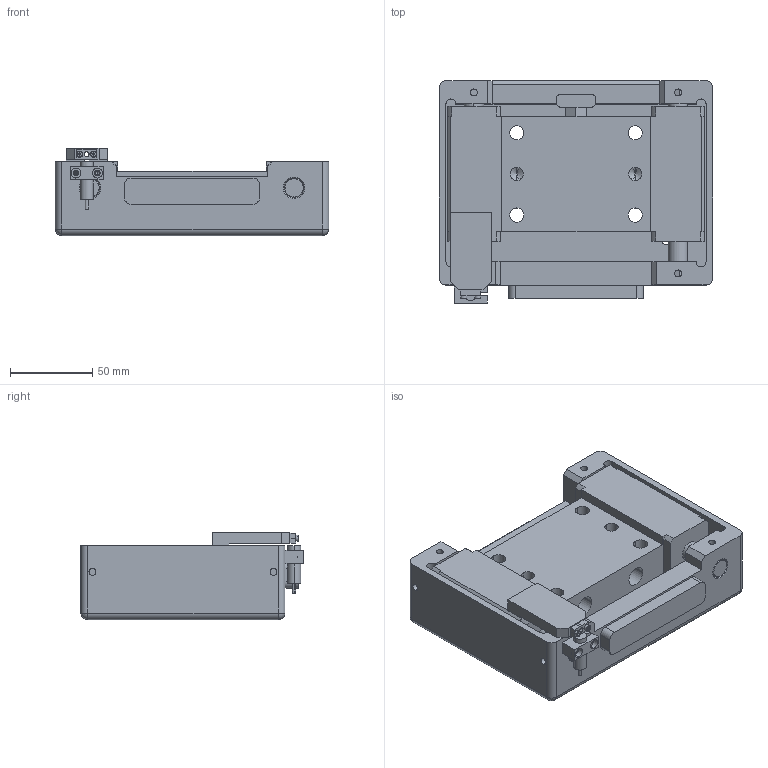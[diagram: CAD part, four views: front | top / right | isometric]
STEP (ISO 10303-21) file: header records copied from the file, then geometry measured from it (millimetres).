
FILE_DESCRIPTION (( 'STEP AP203' ), '1' );
FILE_NAME ('HT-ZG32.STEP', '2024-12-16T01:17:55', ( 'USER-' ), ( 'Microsoft' ), 'SwSTEP 2.0', 'SolidWorks 2018', '' );
FILE_SCHEMA (( 'CONFIG_CONTROL_DESIGN' ));
Length unit declared in the file: millimetre
Products named in the file (12): HT-ZG32杅耀.sldasm-Part-5; HT-ZG32杅耀.sldasm-Part-10; HT-ZG32杅耀.sldasm-Part-7; 埴翐芛_GB_FASTENER_SCREWS_HSHCS M2X8-N; HT-ZG32杅耀.sldasm-Part-6; HT-ZG32杅耀.sldasm-Part-3; HT-ZG32; 揤輸杅耀.sldasm-Part-9; HT-ZG32杅耀.sldasm-Part-1; 揤輸蚾饜极; 25x12-R3; HT-ZG32杅耀.sldasm-Part-4
Assembly tree (12 placements, depth 3):
  HT-ZG32
    HT-ZG32杅耀.sldasm-Part-1
    HT-ZG32杅耀.sldasm-Part-3
    HT-ZG32杅耀.sldasm-Part-4
    HT-ZG32杅耀.sldasm-Part-5
    HT-ZG32杅耀.sldasm-Part-6
    HT-ZG32杅耀.sldasm-Part-7
    HT-ZG32杅耀.sldasm-Part-10
    揤輸蚾饜极
      揤輸杅耀.sldasm-Part-9
      埴翐芛_GB_FASTENER_SCREWS_HSHCS M2X8-N  x2
    25x12-R3
Bounding box: 166 x 135 x 53 mm (x, y, z)
Volume: 704818.7 mm3; surface area: 150364.9 mm2
Topology: 11 solids, 13 shells, 885 faces, 2352 edges, 1524 vertices
Faces by surface type: plane 419, cylinder 251, bspline 155, cone 52, sphere 4, torus 4
Entity records: 33728 total; most frequent: CARTESIAN_POINT 11660, ORIENTED_EDGE 4548, DIRECTION 3866, EDGE_CURVE 2274, VERTEX_POINT 1491, VECTOR 1396, LINE 1396, AXIS2_PLACEMENT_3D 1235
